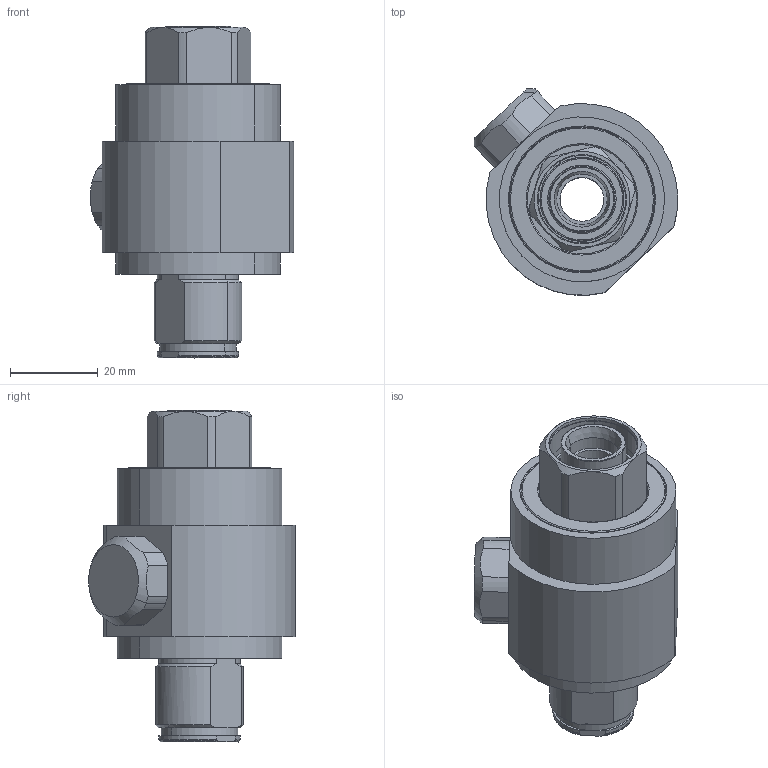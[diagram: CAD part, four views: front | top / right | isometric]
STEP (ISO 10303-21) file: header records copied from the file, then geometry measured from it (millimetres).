
FILE_DESCRIPTION (( 'STEP AP214' ), '1' );
FILE_NAME ('TSXDC-4310FM.STEP', '2019-07-30T19:08:24', ( '' ), ( '' ), 'SwSTEP 2.0', 'SolidWorks 2019', '' );
FILE_SCHEMA (( 'AUTOMOTIVE_DESIGN' ));
Length unit declared in the file: millimetre
Products named in the file (9): Copy of R58-00017^TSXDC-4310FM; Copy of R02-2208^TSXDC-4310FM; Copy of R02-2206^TSXDC-4310FM; 4041-0009^TSXDC-4310FM; TSXDC-4310FM
Assembly tree (4 placements, depth 2):
  Copy of R02-2208^TSXDC-4310FM
  Copy of R02-2206^TSXDC-4310FM
  Copy of R58-00017^TSXDC-4310FM
  4041-0009^TSXDC-4310FM
  TSXDC-4310FM
    Copy of R02-2206^TSXDC-4310FM
    Copy of R58-00017^TSXDC-4310FM
    Copy of R02-2208^TSXDC-4310FM
    4041-0009^TSXDC-4310FM
Bounding box: 46.32 x 47.07 x 75.62 mm (x, y, z)
Volume: 36128 mm3; surface area: 23937.5 mm2
Topology: 4 solids, 4 shells, 231 faces, 512 edges, 325 vertices
Faces by surface type: cylinder 108, plane 65, cone 41, bspline 17
Entity records: 10793 total; most frequent: CARTESIAN_POINT 2798, DIRECTION 1174, ORIENTED_EDGE 1024, EDGE_CURVE 512, AXIS2_PLACEMENT_3D 494, VERTEX_POINT 325, EDGE_LOOP 275, CIRCLE 272
